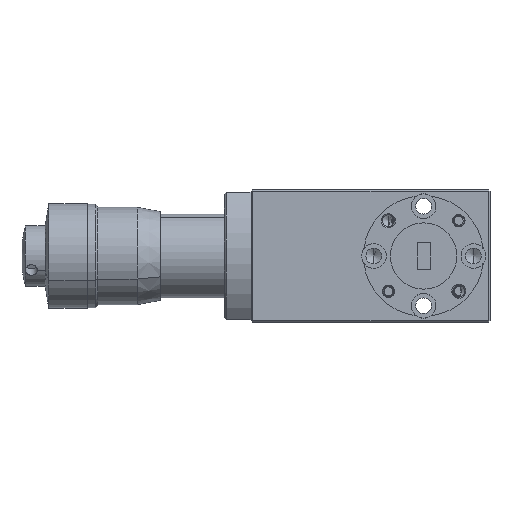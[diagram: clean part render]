
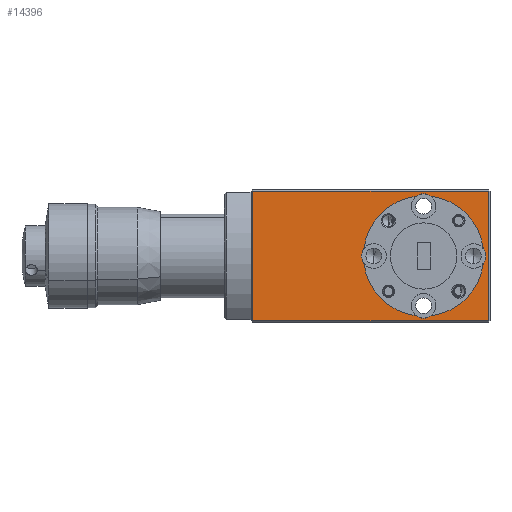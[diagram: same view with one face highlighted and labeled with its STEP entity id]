
A CAD part, left-side view. The second image highlights one B-rep face of the part: STEP entity #14396.
In plain terms, the highlighted planar face has unit normal (-1, 0, 0).
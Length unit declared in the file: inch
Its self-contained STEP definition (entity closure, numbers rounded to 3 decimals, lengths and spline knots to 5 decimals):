
#300 = EDGE_CURVE ( 'NONE', #3961, #10295, #13949, .T. ) ;
#338 = DIRECTION ( 'NONE',  ( 0., 0., 1. ) ) ;
#390 = CARTESIAN_POINT ( 'NONE',  ( -1.2, -0.25823, -0.33743 ) ) ;
#578 = DIRECTION ( 'NONE',  ( 0., 0., 1. ) ) ;
#678 = DIRECTION ( 'NONE',  ( 0., 0., 1. ) ) ;
#717 = VERTEX_POINT ( 'NONE', #6362 ) ;
#765 = VERTEX_POINT ( 'NONE', #390 ) ;
#838 = DIRECTION ( 'NONE',  ( 0., 0., 1. ) ) ;
#956 = LINE ( 'NONE', #2730, #9886 ) ;
#1034 = ORIENTED_EDGE ( 'NONE', *, *, #18688, .F. ) ;
#1213 = ORIENTED_EDGE ( 'NONE', *, *, #8863, .T. ) ;
#1830 = DIRECTION ( 'NONE',  ( -1., 0., 0. ) ) ;
#1876 = VECTOR ( 'NONE', #4103, 39.37008 ) ;
#1949 = DIRECTION ( 'NONE',  ( -1., 0., 0. ) ) ;
#2110 = DIRECTION ( 'NONE',  ( 0., 0., 1. ) ) ;
#2184 = DIRECTION ( 'NONE',  ( 0., 0., 1. ) ) ;
#2287 = EDGE_CURVE ( 'NONE', #13641, #3961, #17357, .T. ) ;
#2323 = CARTESIAN_POINT ( 'NONE',  ( -1.2, 0., 0. ) ) ;
#2543 = ORIENTED_EDGE ( 'NONE', *, *, #300, .F. ) ;
#2572 = EDGE_CURVE ( 'NONE', #11283, #15707, #3579, .T. ) ;
#2617 = DIRECTION ( 'NONE',  ( -1., 0., 0. ) ) ;
#2718 = PLANE ( 'NONE',  #10897 ) ;
#2730 = CARTESIAN_POINT ( 'NONE',  ( -1.2, 0., 0.365 ) ) ;
#2733 = CIRCLE ( 'NONE', #8984, 0.34 ) ;
#3060 = CARTESIAN_POINT ( 'NONE',  ( -1.2, -0.25823, 0.33742 ) ) ;
#3579 = CIRCLE ( 'NONE', #12666, 0.07 ) ;
#3648 = EDGE_CURVE ( 'NONE', #5737, #13937, #7141, .T. ) ;
#3961 = VERTEX_POINT ( 'NONE', #15629 ) ;
#4056 = EDGE_LOOP ( 'NONE', ( #13479, #5531, #19396, #19111, #2543, #9347, #9953, #6702, #1034, #9346 ) ) ;
#4103 = DIRECTION ( 'NONE',  ( 0., -1., 0. ) ) ;
#4450 = CIRCLE ( 'NONE', #13854, 0.34 ) ;
#4617 = CIRCLE ( 'NONE', #18115, 0.07 ) ;
#4741 = ORIENTED_EDGE ( 'NONE', *, *, #12520, .T. ) ;
#4759 = EDGE_CURVE ( 'NONE', #9999, #717, #13241, .T. ) ;
#4940 = DIRECTION ( 'NONE',  ( -1., 0., 0. ) ) ;
#5109 = DIRECTION ( 'NONE',  ( -1., 0., 0. ) ) ;
#5250 = DIRECTION ( 'NONE',  ( 1., 0., 0. ) ) ;
#5295 = CARTESIAN_POINT ( 'NONE',  ( -1.2, -0.01875, 0. ) ) ;
#5531 = ORIENTED_EDGE ( 'NONE', *, *, #2572, .F. ) ;
#5737 = VERTEX_POINT ( 'NONE', #12916 ) ;
#5828 = EDGE_CURVE ( 'NONE', #765, #11283, #8221, .T. ) ;
#6326 = CARTESIAN_POINT ( 'NONE',  ( -1.2, -0.3, 0. ) ) ;
#6362 = CARTESIAN_POINT ( 'NONE',  ( -1.2, 0.665, -0.365 ) ) ;
#6407 = DIRECTION ( 'NONE',  ( -1., 0., 0. ) ) ;
#6702 = ORIENTED_EDGE ( 'NONE', *, *, #17108, .F. ) ;
#6707 = CARTESIAN_POINT ( 'NONE',  ( -1.2, 0.665, 0.365 ) ) ;
#7141 = CIRCLE ( 'NONE', #8114, 0.07 ) ;
#7670 = DIRECTION ( 'NONE',  ( 0., 0., 1. ) ) ;
#7862 = CARTESIAN_POINT ( 'NONE',  ( -1.2, 0.03742, -0.04177 ) ) ;
#7882 = EDGE_CURVE ( 'NONE', #18415, #13641, #4617, .T. ) ;
#7908 = DIRECTION ( 'NONE',  ( 0., 0., 1. ) ) ;
#7951 = CARTESIAN_POINT ( 'NONE',  ( -1.2, -0.3, 0. ) ) ;
#7988 = VERTEX_POINT ( 'NONE', #12223 ) ;
#8078 = EDGE_LOOP ( 'NONE', ( #1213, #8964, #4741, #11995 ) ) ;
#8114 = AXIS2_PLACEMENT_3D ( 'NONE', #18118, #12399, #7670 ) ;
#8221 = CIRCLE ( 'NONE', #18889, 0.07 ) ;
#8296 = LINE ( 'NONE', #18848, #1876 ) ;
#8788 = DIRECTION ( 'NONE',  ( 0., 1., 0. ) ) ;
#8863 = EDGE_CURVE ( 'NONE', #7988, #9999, #956, .T. ) ;
#8873 = AXIS2_PLACEMENT_3D ( 'NONE', #6326, #1830, #13701 ) ;
#8964 = ORIENTED_EDGE ( 'NONE', *, *, #4759, .T. ) ;
#8984 = AXIS2_PLACEMENT_3D ( 'NONE', #9203, #9494, #578 ) ;
#9203 = CARTESIAN_POINT ( 'NONE',  ( -1.2, -0.3, 0. ) ) ;
#9268 = EDGE_CURVE ( 'NONE', #10295, #765, #2733, .T. ) ;
#9346 = ORIENTED_EDGE ( 'NONE', *, *, #3648, .F. ) ;
#9347 = ORIENTED_EDGE ( 'NONE', *, *, #2287, .F. ) ;
#9392 = CARTESIAN_POINT ( 'NONE',  ( -1.2, -0.3, -0.28125 ) ) ;
#9494 = DIRECTION ( 'NONE',  ( -1., 0., 0. ) ) ;
#9687 = CARTESIAN_POINT ( 'NONE',  ( -1.2, -0.665, 0. ) ) ;
#9698 = AXIS2_PLACEMENT_3D ( 'NONE', #15473, #4940, #2110 ) ;
#9758 = DIRECTION ( 'NONE',  ( 0., 0., -1. ) ) ;
#9886 = VECTOR ( 'NONE', #8788, 39.37008 ) ;
#9953 = ORIENTED_EDGE ( 'NONE', *, *, #7882, .F. ) ;
#9999 = VERTEX_POINT ( 'NONE', #6707 ) ;
#10295 = VERTEX_POINT ( 'NONE', #7862 ) ;
#10897 = AXIS2_PLACEMENT_3D ( 'NONE', #2323, #5250, #9758 ) ;
#11194 = DIRECTION ( 'NONE',  ( -1., 0., 0. ) ) ;
#11275 = CIRCLE ( 'NONE', #9698, 0.07 ) ;
#11283 = VERTEX_POINT ( 'NONE', #11623 ) ;
#11336 = FACE_OUTER_BOUND ( 'NONE', #8078, .T. ) ;
#11623 = CARTESIAN_POINT ( 'NONE',  ( -1.2, -0.3, -0.35125 ) ) ;
#11739 = VERTEX_POINT ( 'NONE', #16332 ) ;
#11845 = DIRECTION ( 'NONE',  ( 0., 0., -1. ) ) ;
#11849 = VERTEX_POINT ( 'NONE', #18197 ) ;
#11995 = ORIENTED_EDGE ( 'NONE', *, *, #12359, .T. ) ;
#12073 = AXIS2_PLACEMENT_3D ( 'NONE', #5295, #5109, #2184 ) ;
#12223 = CARTESIAN_POINT ( 'NONE',  ( -1.2, -0.665, 0.365 ) ) ;
#12295 = DIRECTION ( 'NONE',  ( 0., 0., 1. ) ) ;
#12359 = EDGE_CURVE ( 'NONE', #11849, #7988, #18475, .T. ) ;
#12399 = DIRECTION ( 'NONE',  ( -1., 0., 0. ) ) ;
#12407 = CARTESIAN_POINT ( 'NONE',  ( -1.2, -0.3, 0.28125 ) ) ;
#12520 = EDGE_CURVE ( 'NONE', #717, #11849, #8296, .T. ) ;
#12656 = DIRECTION ( 'NONE',  ( -1., 0., 0. ) ) ;
#12666 = AXIS2_PLACEMENT_3D ( 'NONE', #9392, #1949, #7908 ) ;
#12916 = CARTESIAN_POINT ( 'NONE',  ( -1.2, -0.63743, -0.04177 ) ) ;
#12950 = CARTESIAN_POINT ( 'NONE',  ( -1.2, -0.63743, 0.04177 ) ) ;
#13241 = LINE ( 'NONE', #13428, #18483 ) ;
#13428 = CARTESIAN_POINT ( 'NONE',  ( -1.2, 0.665, -0.375 ) ) ;
#13479 = ORIENTED_EDGE ( 'NONE', *, *, #14935, .F. ) ;
#13641 = VERTEX_POINT ( 'NONE', #3060 ) ;
#13701 = DIRECTION ( 'NONE',  ( 0., 0., 1. ) ) ;
#13854 = AXIS2_PLACEMENT_3D ( 'NONE', #7951, #11194, #12295 ) ;
#13937 = VERTEX_POINT ( 'NONE', #12950 ) ;
#13949 = CIRCLE ( 'NONE', #12073, 0.07 ) ;
#14074 = CIRCLE ( 'NONE', #18151, 0.34 ) ;
#14396 = ADVANCED_FACE ( 'NONE', ( #11336, #16170 ), #2718, .F. ) ;
#14935 = EDGE_CURVE ( 'NONE', #15707, #5737, #14074, .T. ) ;
#15473 = CARTESIAN_POINT ( 'NONE',  ( -1.2, -0.3, 0.28125 ) ) ;
#15629 = CARTESIAN_POINT ( 'NONE',  ( -1.2, 0.03742, 0.04177 ) ) ;
#15707 = VERTEX_POINT ( 'NONE', #19415 ) ;
#15877 = CARTESIAN_POINT ( 'NONE',  ( -1.2, -0.3, -0.28125 ) ) ;
#16170 = FACE_BOUND ( 'NONE', #4056, .T. ) ;
#16332 = CARTESIAN_POINT ( 'NONE',  ( -1.2, -0.34177, 0.33742 ) ) ;
#17108 = EDGE_CURVE ( 'NONE', #11739, #18415, #11275, .T. ) ;
#17270 = DIRECTION ( 'NONE',  ( 0., 0., 1. ) ) ;
#17357 = CIRCLE ( 'NONE', #8873, 0.34 ) ;
#17864 = VECTOR ( 'NONE', #678, 39.37008 ) ;
#18115 = AXIS2_PLACEMENT_3D ( 'NONE', #12407, #6407, #338 ) ;
#18118 = CARTESIAN_POINT ( 'NONE',  ( -1.2, -0.58125, 0. ) ) ;
#18151 = AXIS2_PLACEMENT_3D ( 'NONE', #18485, #12656, #17270 ) ;
#18197 = CARTESIAN_POINT ( 'NONE',  ( -1.2, -0.665, -0.365 ) ) ;
#18415 = VERTEX_POINT ( 'NONE', #19002 ) ;
#18475 = LINE ( 'NONE', #9687, #17864 ) ;
#18483 = VECTOR ( 'NONE', #11845, 39.37008 ) ;
#18485 = CARTESIAN_POINT ( 'NONE',  ( -1.2, -0.3, 0. ) ) ;
#18688 = EDGE_CURVE ( 'NONE', #13937, #11739, #4450, .T. ) ;
#18848 = CARTESIAN_POINT ( 'NONE',  ( -1.2, -0.675, -0.365 ) ) ;
#18889 = AXIS2_PLACEMENT_3D ( 'NONE', #15877, #2617, #838 ) ;
#19002 = CARTESIAN_POINT ( 'NONE',  ( -1.2, -0.3, 0.35125 ) ) ;
#19111 = ORIENTED_EDGE ( 'NONE', *, *, #9268, .F. ) ;
#19396 = ORIENTED_EDGE ( 'NONE', *, *, #5828, .F. ) ;
#19415 = CARTESIAN_POINT ( 'NONE',  ( -1.2, -0.34177, -0.33743 ) ) ;
